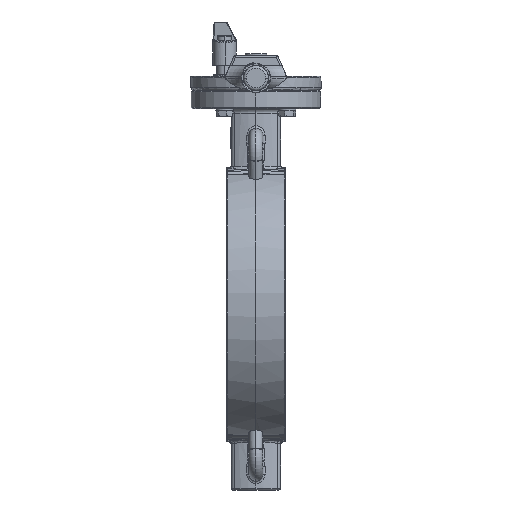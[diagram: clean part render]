
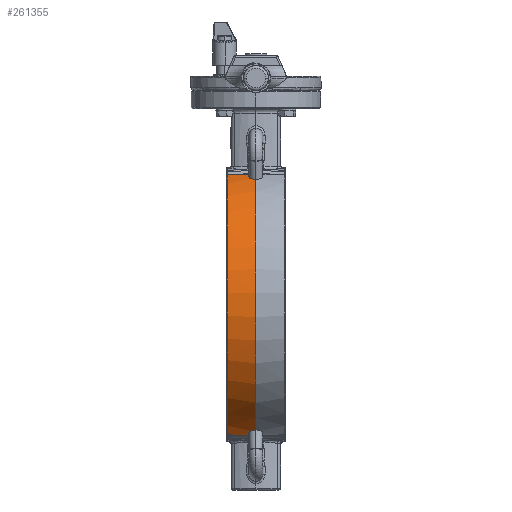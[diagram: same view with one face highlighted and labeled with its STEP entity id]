
A CAD part, left-side view. The second image highlights one B-rep face of the part: STEP entity #261355.
In plain terms, the highlighted conical face has half-angle 2.981 degrees and reference radius 159.5 mm.
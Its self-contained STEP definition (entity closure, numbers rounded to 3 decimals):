
#261204=CARTESIAN_POINT('',(-0.,-0.,0.));
#261205=DIRECTION('',(0.,-1.,-0.));
#261206=DIRECTION('',(0.,0.,-1.));
#261207=AXIS2_PLACEMENT_3D('',#261204,#261205,#261206);
#261208=CONICAL_SURFACE('',#261207,159.5,2.981);
#261209=CARTESIAN_POINT('',(-51.994,5.616,150.478));
#261210=VERTEX_POINT('',#261209);
#261211=CARTESIAN_POINT('',(-49.778,33.126,149.716));
#261212=VERTEX_POINT('',#261211);
#261213=CARTESIAN_POINT('',(-51.994,5.616,150.478));
#261214=CARTESIAN_POINT('',(-51.663,10.204,150.34));
#261215=CARTESIAN_POINT('',(-51.316,14.79,150.206));
#261216=CARTESIAN_POINT('',(-50.949,19.376,150.078));
#261217=CARTESIAN_POINT('',(-50.582,23.961,149.951));
#261218=CARTESIAN_POINT('',(-50.194,28.544,149.83));
#261219=CARTESIAN_POINT('',(-49.778,33.126,149.716));
#261220=B_SPLINE_CURVE_WITH_KNOTS('',3,(#261213,#261214,#261215,#261216,#261217,#261218,#261219),.UNSPECIFIED.,.F.,.F.,(4,3,4),(0.,0.014,0.028),.UNSPECIFIED.);
#261221=EDGE_CURVE('',#261210,#261212,#261220,.T.);
#261222=ORIENTED_EDGE('',*,*,#261221,.T.);
#261223=CARTESIAN_POINT('',(-49.778,33.126,-149.716));
#261224=VERTEX_POINT('',#261223);
#261225=CARTESIAN_POINT('',(-0.,33.126,0.));
#261226=DIRECTION('',(0.,-1.,-0.));
#261227=DIRECTION('',(0.,0.,-1.));
#261228=AXIS2_PLACEMENT_3D('',#261225,#261226,#261227);
#261229=CIRCLE('',#261228,157.775);
#261230=EDGE_CURVE('',#261212,#261224,#261229,.T.);
#261231=ORIENTED_EDGE('',*,*,#261230,.T.);
#261232=CARTESIAN_POINT('',(-51.994,5.616,-150.478));
#261233=VERTEX_POINT('',#261232);
#261234=CARTESIAN_POINT('',(-49.778,33.126,-149.716));
#261235=CARTESIAN_POINT('',(-50.194,28.544,-149.83));
#261236=CARTESIAN_POINT('',(-50.582,23.961,-149.951));
#261237=CARTESIAN_POINT('',(-50.949,19.376,-150.078));
#261238=CARTESIAN_POINT('',(-51.316,14.79,-150.206));
#261239=CARTESIAN_POINT('',(-51.663,10.204,-150.34));
#261240=CARTESIAN_POINT('',(-51.994,5.616,-150.478));
#261241=B_SPLINE_CURVE_WITH_KNOTS('',3,(#261234,#261235,#261236,#261237,#261238,#261239,#261240),.UNSPECIFIED.,.F.,.F.,(4,3,4),(0.,0.014,0.028),.UNSPECIFIED.);
#261242=EDGE_CURVE('',#261224,#261233,#261241,.T.);
#261243=ORIENTED_EDGE('',*,*,#261242,.T.);
#261244=CARTESIAN_POINT('',(-57.469,8.,-148.34));
#261245=VERTEX_POINT('',#261244);
#261246=CARTESIAN_POINT('',(-51.994,5.616,-150.478));
#261247=CARTESIAN_POINT('',(-52.352,5.995,-150.333));
#261248=CARTESIAN_POINT('',(-52.749,6.334,-150.176));
#261249=CARTESIAN_POINT('',(-53.172,6.629,-150.01));
#261250=CARTESIAN_POINT('',(-53.596,6.923,-149.844));
#261251=CARTESIAN_POINT('',(-54.045,7.174,-149.668));
#261252=CARTESIAN_POINT('',(-54.513,7.377,-149.486));
#261253=CARTESIAN_POINT('',(-54.981,7.581,-149.304));
#261254=CARTESIAN_POINT('',(-55.468,7.737,-149.116));
#261255=CARTESIAN_POINT('',(-55.964,7.841,-148.923));
#261256=CARTESIAN_POINT('',(-56.46,7.946,-148.731));
#261257=CARTESIAN_POINT('',(-56.965,8.,-148.535));
#261258=CARTESIAN_POINT('',(-57.469,8.,-148.34));
#261259=B_SPLINE_CURVE_WITH_KNOTS('',3,(#261246,#261247,#261248,#261249,#261250,#261251,#261252,#261253,#261254,#261255,#261256,#261257,#261258),.UNSPECIFIED.,.F.,.F.,(4,3,3,3,4),(2.821,2.983,3.145,3.308,3.47),.UNSPECIFIED.);
#261260=EDGE_CURVE('',#261233,#261245,#261259,.T.);
#261261=ORIENTED_EDGE('',*,*,#261260,.T.);
#261262=CARTESIAN_POINT('',(-60.077,8.,-147.303));
#261263=VERTEX_POINT('',#261262);
#261264=CARTESIAN_POINT('',(-0.,8.,0.));
#261265=DIRECTION('',(0.,-1.,-0.));
#261266=DIRECTION('',(0.,0.,-1.));
#261267=AXIS2_PLACEMENT_3D('',#261264,#261265,#261266);
#261268=CIRCLE('',#261267,159.083);
#261269=EDGE_CURVE('',#261263,#261245,#261268,.T.);
#261270=ORIENTED_EDGE('',*,*,#261269,.F.);
#261271=CARTESIAN_POINT('',(-67.599,-0.,-144.467));
#261272=VERTEX_POINT('',#261271);
#261273=CARTESIAN_POINT('',(-60.077,8.,-147.303));
#261274=CARTESIAN_POINT('',(-61.013,8.,-146.922));
#261275=CARTESIAN_POINT('',(-62.009,7.801,-146.515));
#261276=CARTESIAN_POINT('',(-62.928,7.394,-146.143));
#261277=CARTESIAN_POINT('',(-63.387,7.191,-145.956));
#261278=CARTESIAN_POINT('',(-63.826,6.936,-145.779));
#261279=CARTESIAN_POINT('',(-64.234,6.644,-145.616));
#261280=CARTESIAN_POINT('',(-64.642,6.351,-145.452));
#261281=CARTESIAN_POINT('',(-65.018,6.022,-145.303));
#261282=CARTESIAN_POINT('',(-65.352,5.667,-145.173));
#261283=CARTESIAN_POINT('',(-66.02,4.956,-144.913));
#261284=CARTESIAN_POINT('',(-66.604,4.054,-144.696));
#261285=CARTESIAN_POINT('',(-66.995,3.066,-144.572));
#261286=CARTESIAN_POINT('',(-67.19,2.572,-144.51));
#261287=CARTESIAN_POINT('',(-67.338,2.056,-144.471));
#261288=CARTESIAN_POINT('',(-67.438,1.539,-144.453));
#261289=CARTESIAN_POINT('',(-67.489,1.28,-144.445));
#261290=CARTESIAN_POINT('',(-67.527,1.021,-144.442));
#261291=CARTESIAN_POINT('',(-67.554,0.764,-144.444));
#261292=CARTESIAN_POINT('',(-67.581,0.506,-144.446));
#261293=CARTESIAN_POINT('',(-67.595,0.252,-144.454));
#261294=CARTESIAN_POINT('',(-67.599,-0.,-144.467));
#261295=B_SPLINE_CURVE_WITH_KNOTS('',3,(#261273,#261274,#261275,#261276,#261277,#261278,#261279,#261280,#261281,#261282,#261283,#261284,#261285,#261286,#261287,#261288,#261289,#261290,#261291,#261292,#261293,#261294),.UNSPECIFIED.,.F.,.F.,(4,3,3,3,3,3,3,4),(-1.203,-0.9,-0.749,-0.598,-0.295,-0.144,-0.068,0.007),.UNSPECIFIED.);
#261296=EDGE_CURVE('',#261263,#261272,#261295,.T.);
#261297=ORIENTED_EDGE('',*,*,#261296,.T.);
#261298=CARTESIAN_POINT('',(-67.599,-0.,144.467));
#261299=VERTEX_POINT('',#261298);
#261300=CARTESIAN_POINT('',(-0.,-0.,-0.));
#261301=DIRECTION('',(0.,-1.,-0.));
#261302=DIRECTION('',(0.,0.,-1.));
#261303=AXIS2_PLACEMENT_3D('',#261300,#261301,#261302);
#261304=CIRCLE('',#261303,159.5);
#261305=EDGE_CURVE('',#261299,#261272,#261304,.T.);
#261306=ORIENTED_EDGE('',*,*,#261305,.F.);
#261307=CARTESIAN_POINT('',(-60.077,8.,147.303));
#261308=VERTEX_POINT('',#261307);
#261309=CARTESIAN_POINT('',(-67.599,-0.,144.467));
#261310=CARTESIAN_POINT('',(-67.595,0.252,144.454));
#261311=CARTESIAN_POINT('',(-67.581,0.506,144.446));
#261312=CARTESIAN_POINT('',(-67.554,0.764,144.444));
#261313=CARTESIAN_POINT('',(-67.527,1.021,144.442));
#261314=CARTESIAN_POINT('',(-67.489,1.28,144.445));
#261315=CARTESIAN_POINT('',(-67.438,1.539,144.453));
#261316=CARTESIAN_POINT('',(-67.338,2.056,144.471));
#261317=CARTESIAN_POINT('',(-67.19,2.572,144.51));
#261318=CARTESIAN_POINT('',(-66.995,3.066,144.572));
#261319=CARTESIAN_POINT('',(-66.604,4.054,144.696));
#261320=CARTESIAN_POINT('',(-66.02,4.956,144.913));
#261321=CARTESIAN_POINT('',(-65.352,5.667,145.173));
#261322=CARTESIAN_POINT('',(-65.018,6.022,145.303));
#261323=CARTESIAN_POINT('',(-64.642,6.351,145.452));
#261324=CARTESIAN_POINT('',(-64.234,6.644,145.616));
#261325=CARTESIAN_POINT('',(-63.826,6.936,145.779));
#261326=CARTESIAN_POINT('',(-63.387,7.191,145.956));
#261327=CARTESIAN_POINT('',(-62.928,7.394,146.143));
#261328=CARTESIAN_POINT('',(-62.009,7.801,146.515));
#261329=CARTESIAN_POINT('',(-61.013,8.,146.922));
#261330=CARTESIAN_POINT('',(-60.077,8.,147.303));
#261331=B_SPLINE_CURVE_WITH_KNOTS('',3,(#261309,#261310,#261311,#261312,#261313,#261314,#261315,#261316,#261317,#261318,#261319,#261320,#261321,#261322,#261323,#261324,#261325,#261326,#261327,#261328,#261329,#261330),.UNSPECIFIED.,.F.,.F.,(4,3,3,3,3,3,3,4),(-2.424,-2.349,-2.273,-2.122,-1.819,-1.668,-1.517,-1.214),.UNSPECIFIED.);
#261332=EDGE_CURVE('',#261299,#261308,#261331,.T.);
#261333=ORIENTED_EDGE('',*,*,#261332,.T.);
#261334=CARTESIAN_POINT('',(-57.469,8.,148.34));
#261335=VERTEX_POINT('',#261334);
#261336=CARTESIAN_POINT('',(-0.,8.,0.));
#261337=DIRECTION('',(-0.,1.,0.));
#261338=DIRECTION('',(0.,0.,-1.));
#261339=AXIS2_PLACEMENT_3D('',#261336,#261337,#261338);
#261340=CIRCLE('',#261339,159.083);
#261341=EDGE_CURVE('',#261308,#261335,#261340,.T.);
#261342=ORIENTED_EDGE('',*,*,#261341,.T.);
#261343=CARTESIAN_POINT('',(-57.469,8.,148.34));
#261344=CARTESIAN_POINT('',(-56.458,8.,148.732));
#261345=CARTESIAN_POINT('',(-55.451,7.785,149.122));
#261346=CARTESIAN_POINT('',(-54.514,7.377,149.486));
#261347=CARTESIAN_POINT('',(-53.576,6.97,149.85));
#261348=CARTESIAN_POINT('',(-52.71,6.373,150.189));
#261349=CARTESIAN_POINT('',(-51.994,5.616,150.478));
#261350=B_SPLINE_CURVE_WITH_KNOTS('',3,(#261343,#261344,#261345,#261346,#261347,#261348,#261349),.UNSPECIFIED.,.F.,.F.,(4,3,4),(1.138,1.462,1.787),.UNSPECIFIED.);
#261351=EDGE_CURVE('',#261335,#261210,#261350,.T.);
#261352=ORIENTED_EDGE('',*,*,#261351,.T.);
#261353=EDGE_LOOP('',(#261222,#261231,#261243,#261261,#261270,#261297,#261306,#261333,#261342,#261352));
#261354=FACE_BOUND('',#261353,.T.);
#261355=ADVANCED_FACE('',(#261354),#261208,.T.);
